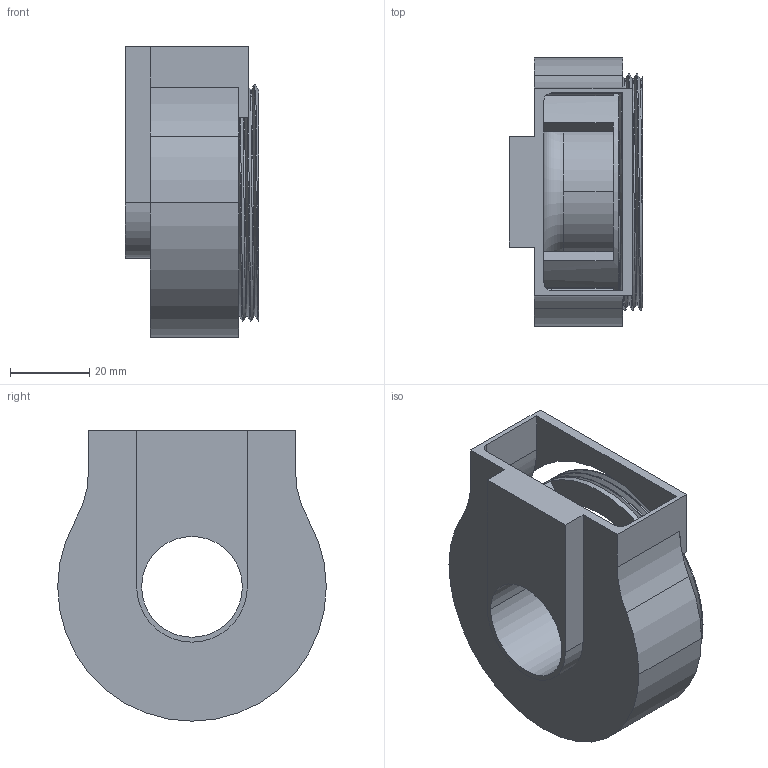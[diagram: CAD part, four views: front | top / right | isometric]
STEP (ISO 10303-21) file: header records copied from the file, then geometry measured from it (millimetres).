
FILE_DESCRIPTION (( 'STEP AP214' ), '1' );
FILE_NAME ('exhaust_shroud_final.STEP', '2020-03-26T20:56:53', ( '' ), ( '' ), 'SwSTEP 2.0', 'SolidWorks 2016', '' );
FILE_SCHEMA (( 'AUTOMOTIVE_DESIGN' ));
Length unit declared in the file: millimetre
Products named in the file (1): exhaust_shroud_final
Bounding box: 33.75 x 68 x 73.5 mm (x, y, z)
Volume: 37185.7 mm3; surface area: 28765.2 mm2
Topology: 1 solids, 1 shells, 80 faces, 285 edges, 205 vertices
Faces by surface type: cylinder 36, plane 33, torus 7, bspline 4
Entity records: 5307 total; most frequent: CARTESIAN_POINT 2927, ORIENTED_EDGE 570, DIRECTION 403, EDGE_CURVE 285, VERTEX_POINT 205, AXIS2_PLACEMENT_3D 149, B_SPLINE_CURVE_WITH_KNOTS 108, LINE 105
